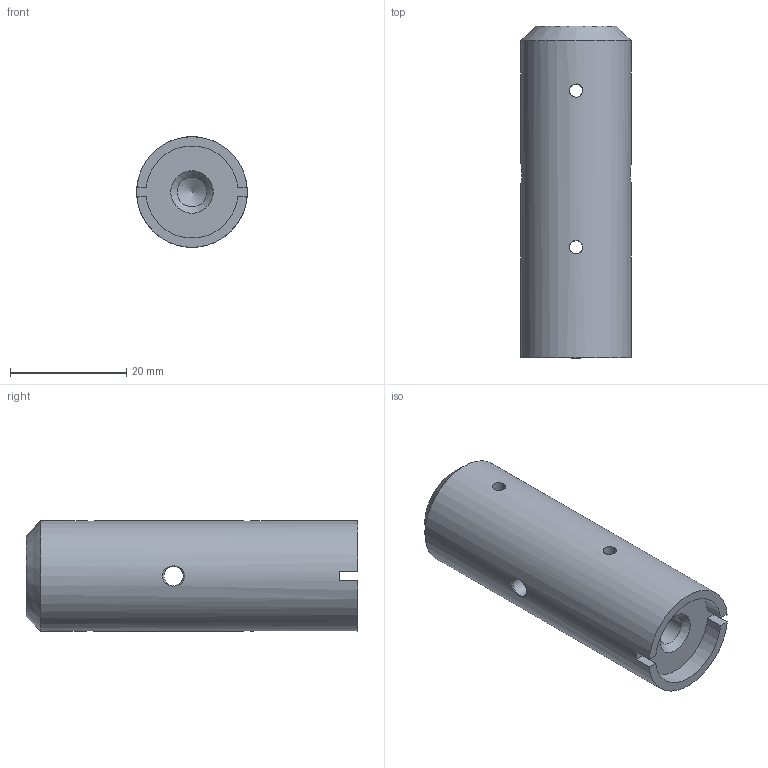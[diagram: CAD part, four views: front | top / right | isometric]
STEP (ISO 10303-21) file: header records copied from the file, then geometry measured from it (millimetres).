
FILE_DESCRIPTION (( 'STEP AP214' ), '1' );
FILE_NAME ('D0901749-v4 (TYPE -02).STEP', '2023-02-28T01:53:59', ( '' ), ( '' ), 'SwSTEP 2.0', 'SolidWorks 2022', '' );
FILE_SCHEMA (( 'AUTOMOTIVE_DESIGN' ));
Length unit declared in the file: inch
Products named in the file (1): D0901749-v4 (TYPE -02)
Bounding box: 19.05 x 57.15 x 19.05 mm (x, y, z)
Volume: 14650.7 mm3; surface area: 4841.9 mm2
Topology: 1 solids, 1 shells, 25 faces, 74 edges, 47 vertices
Faces by surface type: cylinder 10, plane 8, cone 7
Full cylindrical faces by diameter (mm): 2.286 x4, 3.302 x1, 3.454 x1, 5.105 x1, 19.05 x1
Entity records: 1095 total; most frequent: CARTESIAN_POINT 486, DIRECTION 104, ORIENTED_EDGE 88, EDGE_LOOP 50, EDGE_CURVE 44, AXIS2_PLACEMENT_3D 44, VERTEX_POINT 36, FACE_OUTER_BOUND 33
